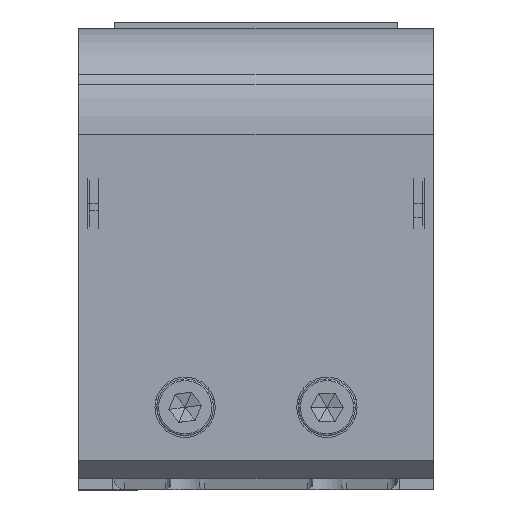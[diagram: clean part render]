
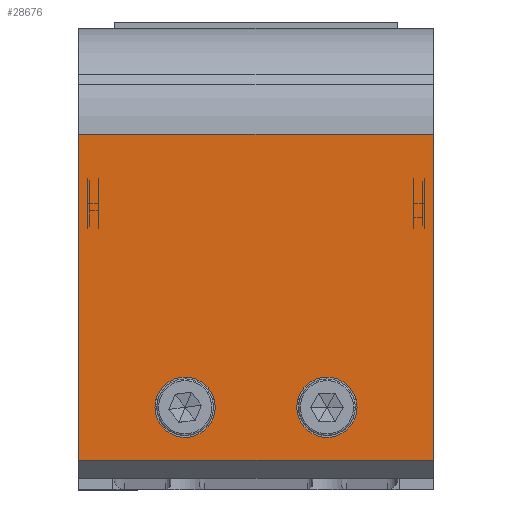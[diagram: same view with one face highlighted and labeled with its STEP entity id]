
A CAD part, top view. The second image highlights one B-rep face of the part: STEP entity #28676.
In plain terms, the highlighted planar face has unit normal (0, 0, 1).
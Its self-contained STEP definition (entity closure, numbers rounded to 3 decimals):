
#4515 = VERTEX_POINT ( 'NONE', #6509 ) ;
#5825 = CARTESIAN_POINT ( 'NONE',  ( 131.658, 218.108, 657.202 ) ) ;
#6509 = CARTESIAN_POINT ( 'NONE',  ( 140.158, 218.108, 657.202 ) ) ;
#8408 = EDGE_CURVE ( 'NONE', #120224, #4515, #49463, .T. ) ;
#10693 = ORIENTED_EDGE ( 'NONE', *, *, #64878, .T. ) ;
#10979 = ORIENTED_EDGE ( 'NONE', *, *, #8408, .F. ) ;
#16306 = DIRECTION ( 'NONE',  ( -1., 0., 0. ) ) ;
#22916 = CIRCLE ( 'NONE', #207927, 8.5 ) ;
#26185 = DIRECTION ( 'NONE',  ( 0., 0., -1. ) ) ;
#28676 = ADVANCED_FACE ( 'NONE', ( #141228, #63824, #30434 ), #193570, .F. ) ;
#30434 = FACE_OUTER_BOUND ( 'NONE', #74976, .T. ) ;
#32039 = LINE ( 'NONE', #180122, #171386 ) ;
#42198 = VERTEX_POINT ( 'NONE', #117322 ) ;
#49463 = CIRCLE ( 'NONE', #186513, 8.5 ) ;
#54563 = VERTEX_POINT ( 'NONE', #147237 ) ;
#59047 = DIRECTION ( 'NONE',  ( 0., 0., 1. ) ) ;
#60785 = DIRECTION ( 'NONE',  ( 0., -1., 0. ) ) ;
#63824 = FACE_BOUND ( 'NONE', #202215, .T. ) ;
#64878 = EDGE_CURVE ( 'NONE', #84631, #138534, #75988, .T. ) ;
#68469 = EDGE_CURVE ( 'NONE', #4515, #120224, #95114, .T. ) ;
#68922 = VECTOR ( 'NONE', #199176, 1000. ) ;
#74541 = CARTESIAN_POINT ( 'NONE',  ( 171.658, 218.108, 657.202 ) ) ;
#74976 = EDGE_LOOP ( 'NONE', ( #169392, #115129, #143690, #10693 ) ) ;
#75988 = LINE ( 'NONE', #141372, #90570 ) ;
#76847 = CARTESIAN_POINT ( 'NONE',  ( 163.158, 218.108, 657.202 ) ) ;
#77903 = ORIENTED_EDGE ( 'NONE', *, *, #158463, .F. ) ;
#81609 = VECTOR ( 'NONE', #60785, 1000. ) ;
#84631 = VERTEX_POINT ( 'NONE', #188760 ) ;
#86021 = CARTESIAN_POINT ( 'NONE',  ( 171.658, 218.108, 657.202 ) ) ;
#87076 = DIRECTION ( 'NONE',  ( 0., 0., 1. ) ) ;
#90570 = VECTOR ( 'NONE', #16306, 1000. ) ;
#91668 = DIRECTION ( 'NONE',  ( 0., 0., 1. ) ) ;
#95114 = CIRCLE ( 'NONE', #146363, 8.5 ) ;
#96616 = VERTEX_POINT ( 'NONE', #76847 ) ;
#98922 = EDGE_CURVE ( 'NONE', #42198, #96616, #22916, .T. ) ;
#105934 = CARTESIAN_POINT ( 'NONE',  ( 101.658, 295.108, 657.202 ) ) ;
#106420 = DIRECTION ( 'NONE',  ( 1., 0., 0. ) ) ;
#111680 = VERTEX_POINT ( 'NONE', #162362 ) ;
#115129 = ORIENTED_EDGE ( 'NONE', *, *, #131370, .F. ) ;
#117322 = CARTESIAN_POINT ( 'NONE',  ( 180.158, 218.108, 657.202 ) ) ;
#120224 = VERTEX_POINT ( 'NONE', #131371 ) ;
#124308 = CARTESIAN_POINT ( 'NONE',  ( 101.658, 203.108, 657.202 ) ) ;
#126237 = DIRECTION ( 'NONE',  ( 0., 1., 0. ) ) ;
#131370 = EDGE_CURVE ( 'NONE', #111680, #54563, #32039, .T. ) ;
#131371 = CARTESIAN_POINT ( 'NONE',  ( 123.158, 218.108, 657.202 ) ) ;
#133074 = AXIS2_PLACEMENT_3D ( 'NONE', #86021, #87076, #168442 ) ;
#133274 = CARTESIAN_POINT ( 'NONE',  ( 131.658, 218.108, 657.202 ) ) ;
#134540 = EDGE_CURVE ( 'NONE', #138534, #54563, #142379, .T. ) ;
#138534 = VERTEX_POINT ( 'NONE', #105934 ) ;
#141008 = DIRECTION ( 'NONE',  ( 1., 0., 0. ) ) ;
#141228 = FACE_BOUND ( 'NONE', #204473, .T. ) ;
#141372 = CARTESIAN_POINT ( 'NONE',  ( 201.658, 295.108, 657.202 ) ) ;
#141695 = ORIENTED_EDGE ( 'NONE', *, *, #68469, .F. ) ;
#142243 = CARTESIAN_POINT ( 'NONE',  ( 201.658, 203.108, 657.202 ) ) ;
#142379 = LINE ( 'NONE', #124308, #81609 ) ;
#143690 = ORIENTED_EDGE ( 'NONE', *, *, #203011, .F. ) ;
#145707 = LINE ( 'NONE', #178829, #68922 ) ;
#146363 = AXIS2_PLACEMENT_3D ( 'NONE', #5825, #153000, #155066 ) ;
#147237 = CARTESIAN_POINT ( 'NONE',  ( 101.658, 203.108, 657.202 ) ) ;
#153000 = DIRECTION ( 'NONE',  ( 0., 0., 1. ) ) ;
#155066 = DIRECTION ( 'NONE',  ( 1., 0., 0. ) ) ;
#158463 = EDGE_CURVE ( 'NONE', #96616, #42198, #198028, .T. ) ;
#162362 = CARTESIAN_POINT ( 'NONE',  ( 201.658, 203.108, 657.202 ) ) ;
#168442 = DIRECTION ( 'NONE',  ( 1., 0., 0. ) ) ;
#169392 = ORIENTED_EDGE ( 'NONE', *, *, #134540, .T. ) ;
#171386 = VECTOR ( 'NONE', #212242, 1000. ) ;
#174938 = ORIENTED_EDGE ( 'NONE', *, *, #98922, .F. ) ;
#178829 = CARTESIAN_POINT ( 'NONE',  ( 201.658, 203.108, 657.202 ) ) ;
#180122 = CARTESIAN_POINT ( 'NONE',  ( 201.658, 203.108, 657.202 ) ) ;
#181623 = AXIS2_PLACEMENT_3D ( 'NONE', #142243, #26185, #126237 ) ;
#186513 = AXIS2_PLACEMENT_3D ( 'NONE', #133274, #59047, #106420 ) ;
#188760 = CARTESIAN_POINT ( 'NONE',  ( 201.658, 295.108, 657.202 ) ) ;
#193570 = PLANE ( 'NONE',  #181623 ) ;
#198028 = CIRCLE ( 'NONE', #133074, 8.5 ) ;
#199176 = DIRECTION ( 'NONE',  ( 0., -1., 0. ) ) ;
#202215 = EDGE_LOOP ( 'NONE', ( #174938, #77903 ) ) ;
#203011 = EDGE_CURVE ( 'NONE', #84631, #111680, #145707, .T. ) ;
#204473 = EDGE_LOOP ( 'NONE', ( #141695, #10979 ) ) ;
#207927 = AXIS2_PLACEMENT_3D ( 'NONE', #74541, #91668, #141008 ) ;
#212242 = DIRECTION ( 'NONE',  ( -1., 0., 0. ) ) ;
